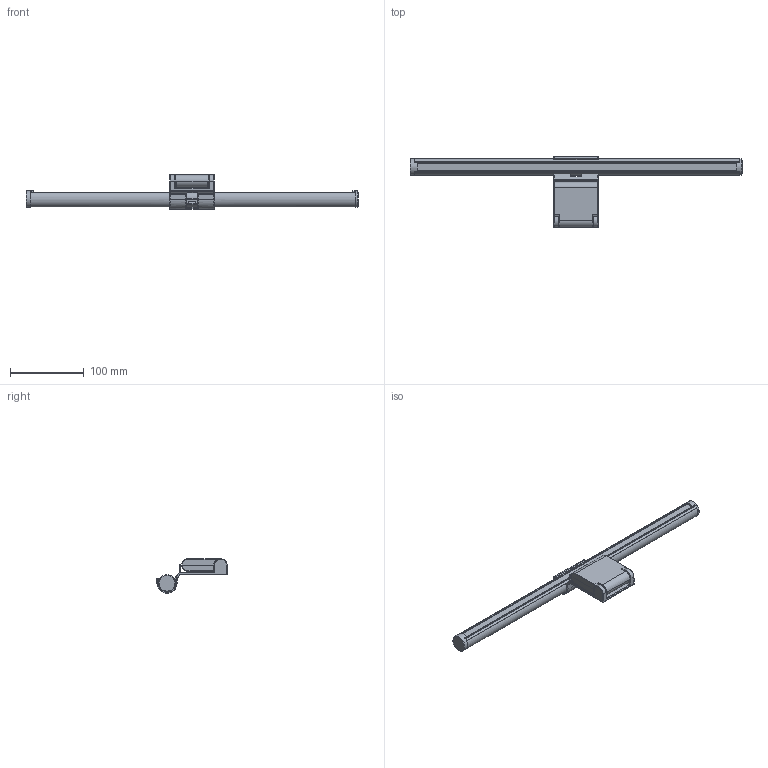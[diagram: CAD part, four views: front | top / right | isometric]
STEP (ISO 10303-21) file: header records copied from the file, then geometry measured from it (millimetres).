
FILE_DESCRIPTION (( 'STEP AP214' ), '1' );
FILE_NAME ('SunatHome_Monitor_Clip.STEP', '2021-08-12T15:21:21', ( '' ), ( '' ), 'SwSTEP 2.0', 'SolidWorks 2020', '' );
FILE_SCHEMA (( 'AUTOMOTIVE_DESIGN' ));
Length unit declared in the file: millimetre
Products named in the file (1): SunatHome_Monitor_Clip
Bounding box: 450 x 95.49 x 46.8 mm (x, y, z)
Volume: 80865.9 mm3; surface area: 107788.4 mm2
Topology: 8 solids, 8 shells, 379 faces, 987 edges, 619 vertices
Faces by surface type: plane 153, cylinder 143, torus 42, bspline 28, cone 8, sphere 5
Full cylindrical faces by diameter (mm): 5.2 x2, 22.5 x2
Entity records: 17224 total; most frequent: CARTESIAN_POINT 3840, ORIENTED_EDGE 1938, DIRECTION 1881, EDGE_CURVE 969, AXIS2_PLACEMENT_3D 677, VERTEX_POINT 613, LINE 527, VECTOR 527
